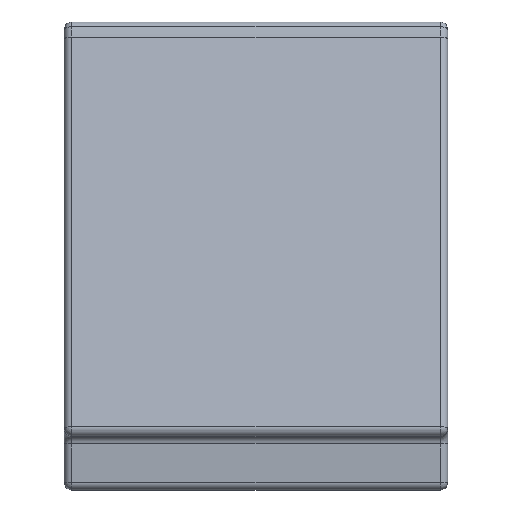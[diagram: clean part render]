
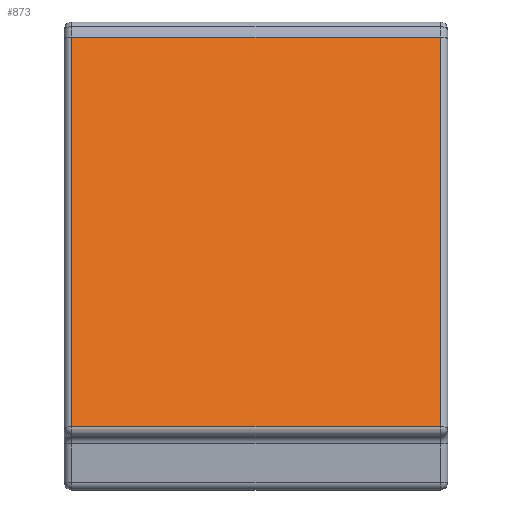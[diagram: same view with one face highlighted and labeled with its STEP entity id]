
A CAD part, left-side view. The second image highlights one B-rep face of the part: STEP entity #873.
In plain terms, the highlighted planar face has unit normal (-0.961, 0, 0.276).
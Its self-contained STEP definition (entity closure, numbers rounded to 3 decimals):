
#23=PLANE('',#1021);
#43=LINE('',#1488,#95);
#54=LINE('',#1523,#106);
#56=LINE('',#1529,#108);
#83=LINE('',#1582,#135);
#95=VECTOR('',#1189,10.);
#106=VECTOR('',#1238,10.);
#108=VECTOR('',#1248,10.);
#135=VECTOR('',#1319,10.);
#225=FACE_OUTER_BOUND('',#287,.T.);
#287=EDGE_LOOP('',(#789,#790,#791,#792));
#392=VERTEX_POINT('',#1423);
#400=VERTEX_POINT('',#1442);
#415=VERTEX_POINT('',#1486);
#419=VERTEX_POINT('',#1519);
#489=EDGE_CURVE('',#415,#400,#43,.T.);
#510=EDGE_CURVE('',#392,#419,#54,.T.);
#514=EDGE_CURVE('',#400,#392,#56,.T.);
#547=EDGE_CURVE('',#415,#419,#83,.T.);
#789=ORIENTED_EDGE('',*,*,#489,.F.);
#790=ORIENTED_EDGE('',*,*,#547,.T.);
#791=ORIENTED_EDGE('',*,*,#510,.F.);
#792=ORIENTED_EDGE('',*,*,#514,.F.);
#873=ADVANCED_FACE('',(#225),#23,.T.);
#1021=AXIS2_PLACEMENT_3D('',#1594,#1341,#1342);
#1189=DIRECTION('',(-0.276,0.,-0.961));
#1238=DIRECTION('',(0.276,0.,0.961));
#1248=DIRECTION('',(0.,1.,0.));
#1319=DIRECTION('',(0.,1.,0.));
#1341=DIRECTION('center_axis',(-0.961,0.,0.276));
#1342=DIRECTION('ref_axis',(0.276,0.,0.961));
#1423=CARTESIAN_POINT('',(-25.134,49.,1.276));
#1442=CARTESIAN_POINT('',(-25.134,1.,1.276));
#1486=CARTESIAN_POINT('',(-10.574,1.,52.033));
#1488=CARTESIAN_POINT('',(-21.33,1.,14.536));
#1519=CARTESIAN_POINT('',(-10.574,49.,52.033));
#1523=CARTESIAN_POINT('',(-21.33,49.,14.536));
#1529=CARTESIAN_POINT('',(-25.134,0.,1.276));
#1582=CARTESIAN_POINT('',(-10.574,0.,52.033));
#1594=CARTESIAN_POINT('Origin',(-25.5,0.,0.));
